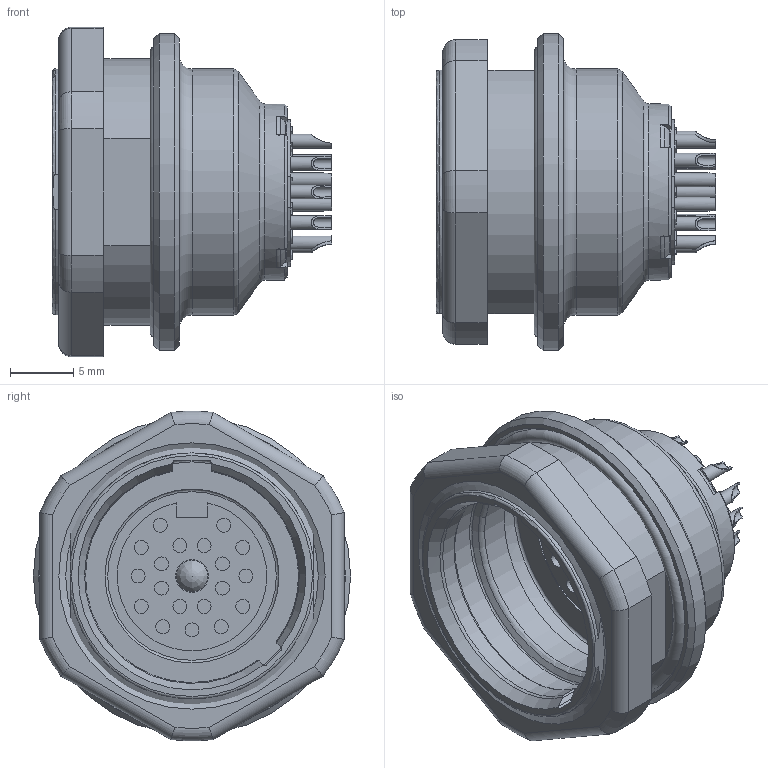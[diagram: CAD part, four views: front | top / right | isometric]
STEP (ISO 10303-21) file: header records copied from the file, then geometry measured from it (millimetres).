
FILE_DESCRIPTION(/* description */ (''),/* implementation_level */ '2;1');
FILE_NAME(/* name */ '80185.stp',/* time_stamp */ '2018-10-16T11:58:38+02:00',/* author */ (''),/* organization */ (''),/* preprocessor_version */ 'ST-DEVELOPER v16',/* originating_system */ 'SIEMENS PLM Software NX 11.0',/* authorisation */ '');
FILE_SCHEMA (('AUTOMOTIVE_DESIGN { 1 0 10303 214 3 1 1 1 }'));
Length unit declared in the file: millimetre
Products named in the file (1): sgro1324568Bobxm
Bounding box: 22 x 25 x 25.98 mm (x, y, z)
Volume: 3316.2 mm3; surface area: 5401.8 mm2
Topology: 2 solids, 2 shells, 568 faces, 1353 edges, 890 vertices
Faces by surface type: plane 228, cylinder 175, extrusion 77, torus 44, cone 43, bspline 1
Full cylindrical faces by diameter (mm): 0.8 x19, 1 x1, 1.1 x39, 1.15 x19, 1.5 x1, 1.55 x1, 1.6 x19, 2.6 x2, 13.7 x3, 13.9 x1, 15.95 x1, 16.6 x1, 18.4 x1, 19.4 x1, 19.917 x1, 21.2 x1, 25 x1
Entity records: 18665 total; most frequent: CARTESIAN_POINT 6977, ORIENTED_EDGE 2212, DIRECTION 2196, EDGE_CURVE 1106, AXIS2_PLACEMENT_3D 895, EDGE_LOOP 826, VERTEX_POINT 818, ADVANCED_FACE 568
